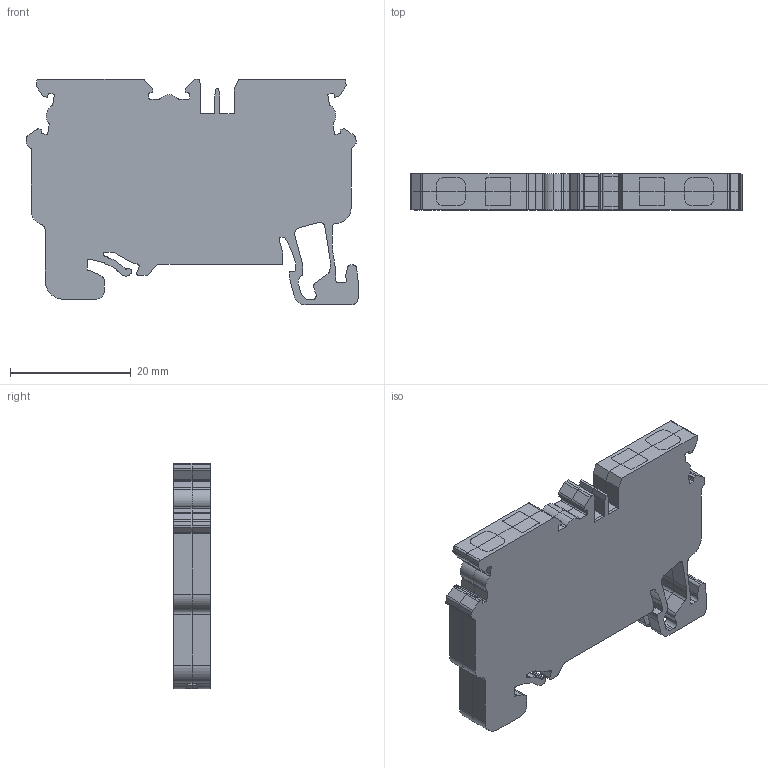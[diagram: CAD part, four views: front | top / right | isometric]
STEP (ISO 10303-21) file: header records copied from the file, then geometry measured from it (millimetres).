
FILE_DESCRIPTION (( 'STEP AP214' ), '1' );
FILE_NAME ('CX4PE.STEP', '2024-11-20T07:12:19', ( '' ), ( '' ), 'SwSTEP 2.0', 'SolidWorks 2022', '' );
FILE_SCHEMA (( 'AUTOMOTIVE_DESIGN' ));
Length unit declared in the file: millimetre
Products named in the file (1): CX4PE
Bounding box: 55.1 x 6 x 37.4 mm (x, y, z)
Volume: 8857.2 mm3; surface area: 8006.4 mm2
Topology: 2 solids, 2 shells, 584 faces, 1736 edges, 1156 vertices
Faces by surface type: plane 320, cylinder 262, cone 2
Entity records: 19847 total; most frequent: CARTESIAN_POINT 3543, ORIENTED_EDGE 3472, DIRECTION 3398, EDGE_CURVE 1736, VECTOR 1200, LINE 1200, VERTEX_POINT 1156, AXIS2_PLACEMENT_3D 1099
